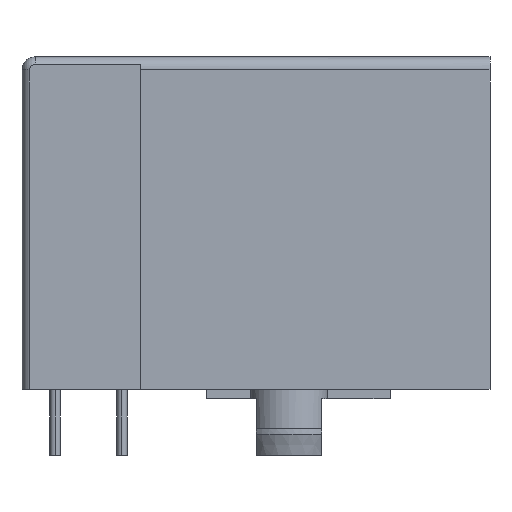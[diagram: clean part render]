
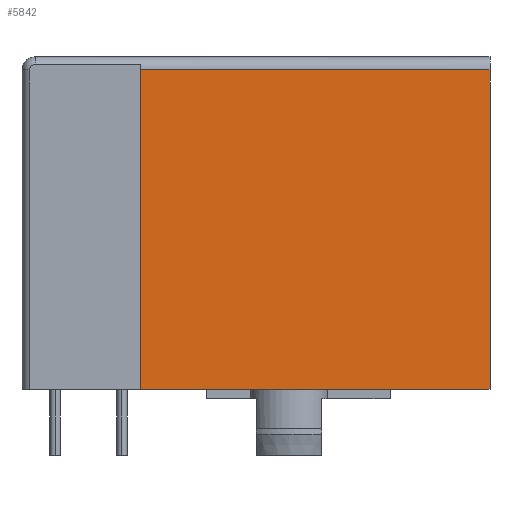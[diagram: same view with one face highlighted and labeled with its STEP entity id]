
A CAD part, left-side view. The second image highlights one B-rep face of the part: STEP entity #5842.
In plain terms, the highlighted planar face has unit normal (-1, 0, 0).
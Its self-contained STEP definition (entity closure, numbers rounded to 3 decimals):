
#294=DIRECTION('',(0.,1.,0.));
#295=VECTOR('',#294,13.3);
#296=CARTESIAN_POINT('',(-7.555,-15.25,0.5));
#297=LINE('',#296,#295);
#758=DIRECTION('',(0.,0.,-1.));
#759=VECTOR('',#758,12.15);
#760=CARTESIAN_POINT('',(-7.555,-15.25,12.65));
#761=LINE('',#760,#759);
#1963=DIRECTION('',(0.,-1.,0.));
#1964=VECTOR('',#1963,13.3);
#1965=CARTESIAN_POINT('',(-7.555,-1.95,12.65));
#1966=LINE('',#1965,#1964);
#1972=DIRECTION('',(0.,0.,1.));
#1973=VECTOR('',#1972,12.15);
#1974=CARTESIAN_POINT('',(-7.555,-1.95,0.5));
#1975=LINE('',#1974,#1973);
#2993=CARTESIAN_POINT('',(-7.555,-15.25,0.5));
#2994=VERTEX_POINT('',#2993);
#2995=CARTESIAN_POINT('',(-7.555,-1.95,0.5));
#2996=VERTEX_POINT('',#2995);
#3009=CARTESIAN_POINT('',(-7.555,-1.95,12.65));
#3010=CARTESIAN_POINT('',(-7.555,-15.25,12.65));
#3011=VERTEX_POINT('',#3009);
#3012=VERTEX_POINT('',#3010);
#5830=CARTESIAN_POINT('',(-7.555,2.55,0.5));
#5831=DIRECTION('',(-1.,0.,0.));
#5832=DIRECTION('',(0.,-1.,0.));
#5833=AXIS2_PLACEMENT_3D('',#5830,#5831,#5832);
#5834=PLANE('',#5833);
#5835=ORIENTED_EDGE('',*,*,#5823,.T.);
#5836=ORIENTED_EDGE('',*,*,#4422,.T.);
#5837=ORIENTED_EDGE('',*,*,#3817,.T.);
#5839=ORIENTED_EDGE('',*,*,#5838,.T.);
#5840=EDGE_LOOP('',(#5835,#5836,#5837,#5839));
#5841=FACE_OUTER_BOUND('',#5840,.F.);
#5842=ADVANCED_FACE('',(#5841),#5834,.T.);
#3817=EDGE_CURVE('',#2994,#2996,#297,.T.);
#4422=EDGE_CURVE('',#3012,#2994,#761,.T.);
#5823=EDGE_CURVE('',#3011,#3012,#1966,.T.);
#5838=EDGE_CURVE('',#2996,#3011,#1975,.T.);
